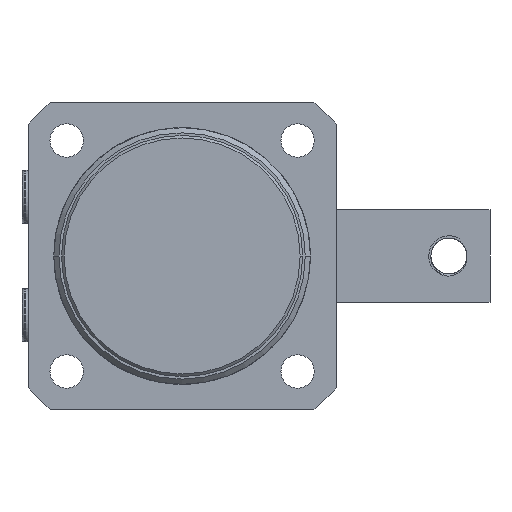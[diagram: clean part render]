
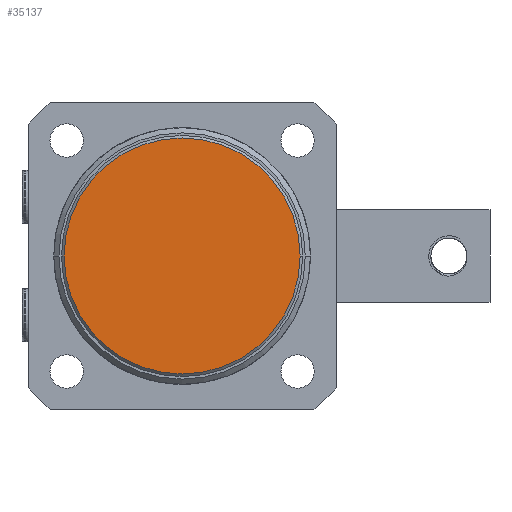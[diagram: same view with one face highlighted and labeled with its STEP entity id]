
A CAD part, front view. The second image highlights one B-rep face of the part: STEP entity #35137.
In plain terms, the highlighted planar face has unit normal (0, -1, 0).
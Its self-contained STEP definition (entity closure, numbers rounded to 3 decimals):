
#2856 = DIRECTION ( 'NONE',  ( 0., 0., 1. ) ) ;
#4838 = DIRECTION ( 'NONE',  ( 0., 1., 0. ) ) ;
#6984 = ORIENTED_EDGE ( 'NONE', *, *, #22471, .F. ) ;
#10108 = DIRECTION ( 'NONE',  ( 0., 1., 0. ) ) ;
#10898 = CIRCLE ( 'NONE', #23103, 23. ) ;
#12937 = PLANE ( 'NONE',  #15922 ) ;
#13307 = CARTESIAN_POINT ( 'NONE',  ( -9.312, 19.324, -23. ) ) ;
#15922 = AXIS2_PLACEMENT_3D ( 'NONE', #27930, #10108, #30889 ) ;
#20633 = DIRECTION ( 'NONE',  ( 0., 1., 0. ) ) ;
#22441 = FACE_OUTER_BOUND ( 'NONE', #35674, .T. ) ;
#22450 = CARTESIAN_POINT ( 'NONE',  ( -9.312, 19.324, 23. ) ) ;
#22471 = EDGE_CURVE ( 'NONE', #31498, #38189, #10898, .T. ) ;
#22618 = CARTESIAN_POINT ( 'NONE',  ( -9.312, 19.324, 0. ) ) ;
#22969 = CIRCLE ( 'NONE', #32831, 23. ) ;
#23103 = AXIS2_PLACEMENT_3D ( 'NONE', #38402, #20633, #2856 ) ;
#23959 = EDGE_CURVE ( 'NONE', #38189, #31498, #22969, .T. ) ;
#24338 = ORIENTED_EDGE ( 'NONE', *, *, #23959, .F. ) ;
#25623 = DIRECTION ( 'NONE',  ( 0., 0., 1. ) ) ;
#27930 = CARTESIAN_POINT ( 'NONE',  ( -9.312, 19.324, 0. ) ) ;
#30889 = DIRECTION ( 'NONE',  ( 0., 0., 1. ) ) ;
#31498 = VERTEX_POINT ( 'NONE', #13307 ) ;
#32831 = AXIS2_PLACEMENT_3D ( 'NONE', #22618, #4838, #25623 ) ;
#35137 = ADVANCED_FACE ( 'NONE', ( #22441 ), #12937, .F. ) ;
#35674 = EDGE_LOOP ( 'NONE', ( #24338, #6984 ) ) ;
#38189 = VERTEX_POINT ( 'NONE', #22450 ) ;
#38402 = CARTESIAN_POINT ( 'NONE',  ( -9.312, 19.324, 0. ) ) ;
